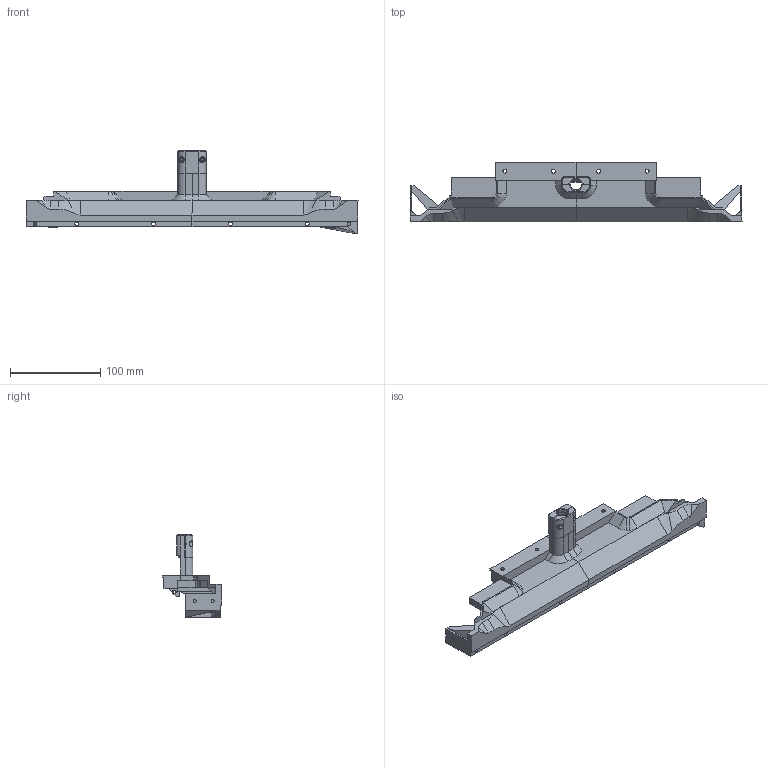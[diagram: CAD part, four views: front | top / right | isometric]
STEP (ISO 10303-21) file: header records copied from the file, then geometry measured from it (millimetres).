
FILE_DESCRIPTION(/* description */ ('STEP AP242','CAx-IF Rec.Pracs.---Representation and Presentation of Product Manufacturing Information (PMI)---4.0---2014-10-13','CAx-IF Rec.Pracs.---3D Tessellated Geometry---0.4---2014-09-14','2;1'),/* implementation_level */ '2;1');
FILE_NAME(/* name */ '6862da5dc4ece57f0be375dc',/* time_stamp */ '2025-06-30T18:41:33Z',/* author */ (''),/* organization */ (''),/* preprocessor_version */ 'ST-DEVELOPER v20',/* originating_system */ 'ONSHAPE BY PTC INC, 1.200',/* authorisation */ ' ');
FILE_SCHEMA (('AP242_MANAGED_MODEL_BASED_3D_ENGINEERING_MIM_LF { 1 0 10303 442 1 1 4 }'));
Length unit declared in the file: metre
Products named in the file (8): Assembly 1; M3x30 SHCS; M3xD4.5x4 threaded insert_1; electronics_top_B; electronics_top_A
Assembly tree (7 placements, depth 2):
  Assembly 1
    M3x30 SHCS
    M3xD4.5x4 threaded insert_1
    M3xD4.5x4 threaded insert_1
    M3x30 SHCS
    electronics_top_B
    electronics_top_B
    electronics_top_A
Bounding box: 367.2 x 66 x 91.5 mm (x, y, z)
Volume: 168298 mm3; surface area: 90851.5 mm2
Topology: 7 solids, 7 shells, 489 faces, 1386 edges, 903 vertices
Faces by surface type: plane 333, cylinder 85, cone 49, bspline 20, torus 2
Full cylindrical faces by diameter (mm): 3 x4, 3.2 x2, 3.4 x6, 4.1 x10, 4.4 x4, 4.5 x2, 5.5 x2, 6 x2
Entity records: 17455 total; most frequent: CARTESIAN_POINT 4440, ORIENTED_EDGE 2646, DIRECTION 2398, EDGE_CURVE 1323, LINE 988, VECTOR 988, VERTEX_POINT 884, AXIS2_PLACEMENT_3D 705
